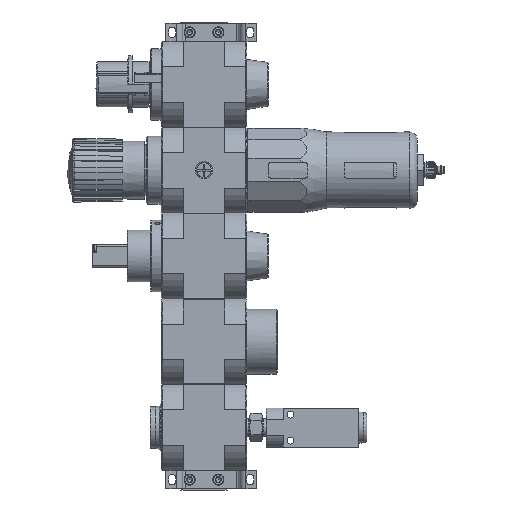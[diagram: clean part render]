
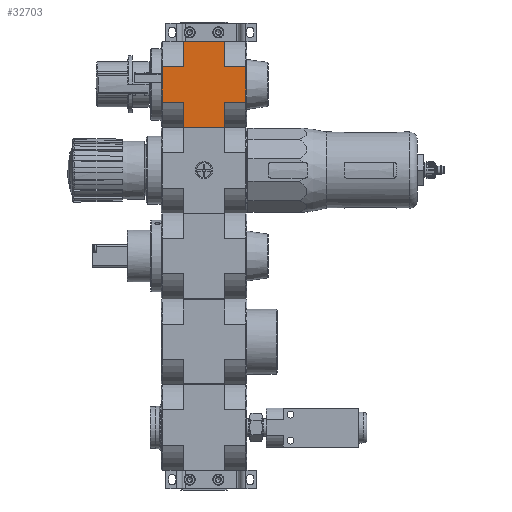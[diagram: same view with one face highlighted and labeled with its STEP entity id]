
A CAD part, left-side view. The second image highlights one B-rep face of the part: STEP entity #32703.
In plain terms, the highlighted face is planar.
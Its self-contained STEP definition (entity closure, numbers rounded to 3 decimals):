
#4743=ORIENTED_EDGE('',*,*,#13685,.T.);
#4744=ORIENTED_EDGE('',*,*,#13686,.F.);
#4745=ORIENTED_EDGE('',*,*,#13687,.T.);
#4746=ORIENTED_EDGE('',*,*,#13669,.T.);
#4747=ORIENTED_EDGE('',*,*,#13688,.F.);
#4748=ORIENTED_EDGE('',*,*,#13689,.F.);
#4749=ORIENTED_EDGE('',*,*,#13690,.F.);
#4750=ORIENTED_EDGE('',*,*,#13691,.F.);
#4751=ORIENTED_EDGE('',*,*,#13692,.F.);
#4752=ORIENTED_EDGE('',*,*,#13677,.T.);
#4753=ORIENTED_EDGE('',*,*,#13693,.T.);
#4754=ORIENTED_EDGE('',*,*,#13694,.F.);
#13669=EDGE_CURVE('',#18199,#18198,#21207,.T.);
#13677=EDGE_CURVE('',#18206,#18205,#21212,.T.);
#13685=EDGE_CURVE('',#18212,#18213,#21220,.T.);
#13686=EDGE_CURVE('',#18214,#18213,#21221,.F.);
#13687=EDGE_CURVE('',#18214,#18199,#21222,.T.);
#13688=EDGE_CURVE('',#18215,#18198,#21223,.T.);
#13689=EDGE_CURVE('',#18216,#18215,#21224,.F.);
#13690=EDGE_CURVE('',#18217,#18216,#21225,.T.);
#13691=EDGE_CURVE('',#18218,#18217,#21226,.T.);
#13692=EDGE_CURVE('',#18206,#18218,#21227,.T.);
#13693=EDGE_CURVE('',#18205,#18219,#21228,.T.);
#13694=EDGE_CURVE('',#18212,#18219,#21229,.T.);
#18198=VERTEX_POINT('',#62252);
#18199=VERTEX_POINT('',#62254);
#18205=VERTEX_POINT('',#62268);
#18206=VERTEX_POINT('',#62270);
#18212=VERTEX_POINT('',#62285);
#18213=VERTEX_POINT('',#62286);
#18214=VERTEX_POINT('',#62288);
#18215=VERTEX_POINT('',#62291);
#18216=VERTEX_POINT('',#62293);
#18217=VERTEX_POINT('',#62295);
#18218=VERTEX_POINT('',#62297);
#18219=VERTEX_POINT('',#62300);
#21207=LINE('',#62253,#23764);
#21212=LINE('',#62269,#23769);
#21220=LINE('',#62284,#23777);
#21221=LINE('',#62287,#23778);
#21222=LINE('',#62289,#23779);
#21223=LINE('',#62290,#23780);
#21224=LINE('',#62292,#23781);
#21225=LINE('',#62294,#23782);
#21226=LINE('',#62296,#23783);
#21227=LINE('',#62298,#23784);
#21228=LINE('',#62299,#23785);
#21229=LINE('',#62301,#23786);
#23764=VECTOR('',#51900,1000.);
#23769=VECTOR('',#51913,1000.);
#23777=VECTOR('',#51923,1000.);
#23778=VECTOR('',#51924,1000.);
#23779=VECTOR('',#51925,1000.);
#23780=VECTOR('',#51926,1000.);
#23781=VECTOR('',#51927,1000.);
#23782=VECTOR('',#51928,1000.);
#23783=VECTOR('',#51929,1000.);
#23784=VECTOR('',#51930,1000.);
#23785=VECTOR('',#51931,1000.);
#23786=VECTOR('',#51932,1000.);
#26280=EDGE_LOOP('',(#4743,#4744,#4745,#4746,#4747,#4748,#4749,#4750,#4751,
#4752,#4753,#4754));
#28945=FACE_BOUND('',#26280,.T.);
#31379=PLANE('',#46935);
#32703=ADVANCED_FACE('',(#28945),#31379,.T.);
#46935=AXIS2_PLACEMENT_3D('',#62283,#51921,#51922);
#51900=DIRECTION('',(0.,-1.,0.));
#51913=DIRECTION('',(0.,1.,0.));
#51921=DIRECTION('',(0.,0.,1.));
#51922=DIRECTION('',(1.,0.,0.));
#51923=DIRECTION('',(-1.,0.,0.));
#51924=DIRECTION('',(0.,-1.,0.));
#51925=DIRECTION('',(-1.,0.,0.));
#51926=DIRECTION('',(-1.,0.,0.));
#51927=DIRECTION('',(0.,-1.,0.));
#51928=DIRECTION('',(-1.,0.,0.));
#51929=DIRECTION('',(0.,-1.,0.));
#51930=DIRECTION('',(-1.,0.,0.));
#51931=DIRECTION('',(-1.,0.,0.));
#51932=DIRECTION('',(0.,-1.,0.));
#62252=CARTESIAN_POINT('',(-33.,-16.,33.));
#62253=CARTESIAN_POINT('',(-33.,32.2,33.));
#62254=CARTESIAN_POINT('',(-33.,16.,33.));
#62268=CARTESIAN_POINT('',(33.,16.,33.));
#62269=CARTESIAN_POINT('',(33.,-32.2,33.));
#62270=CARTESIAN_POINT('',(33.,-16.,33.));
#62283=CARTESIAN_POINT('',(0.,0.,33.));
#62284=CARTESIAN_POINT('',(33.,32.2,33.));
#62285=CARTESIAN_POINT('',(13.75,32.2,33.));
#62286=CARTESIAN_POINT('',(-13.75,32.2,33.));
#62287=CARTESIAN_POINT('',(-13.75,50.,33.));
#62288=CARTESIAN_POINT('',(-13.75,16.,33.));
#62289=CARTESIAN_POINT('',(0.,16.,33.));
#62290=CARTESIAN_POINT('',(0.,-16.,33.));
#62291=CARTESIAN_POINT('',(-13.75,-16.,33.));
#62292=CARTESIAN_POINT('',(-13.75,-16.,33.));
#62293=CARTESIAN_POINT('',(-13.75,-32.2,33.));
#62294=CARTESIAN_POINT('',(33.,-32.2,33.));
#62295=CARTESIAN_POINT('',(13.75,-32.2,33.));
#62296=CARTESIAN_POINT('',(13.75,-16.,33.));
#62297=CARTESIAN_POINT('',(13.75,-16.,33.));
#62298=CARTESIAN_POINT('',(0.,-16.,33.));
#62299=CARTESIAN_POINT('',(0.,16.,33.));
#62300=CARTESIAN_POINT('',(13.75,16.,33.));
#62301=CARTESIAN_POINT('',(13.75,50.,33.));
